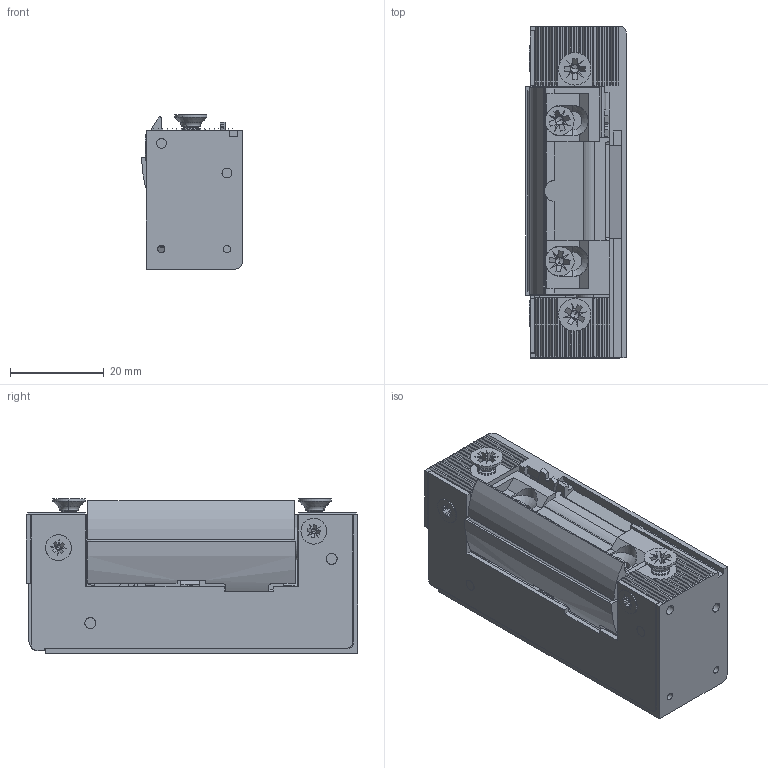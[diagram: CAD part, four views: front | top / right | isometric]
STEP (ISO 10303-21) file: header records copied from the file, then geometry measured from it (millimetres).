
FILE_DESCRIPTION (( 'STEP AP214' ), '1' );
FILE_NAME ('SE000228.STEP', '2021-07-30T14:19:04', ( '' ), ( '' ), 'SwSTEP 2.0', 'SolidWorks 2020', '' );
FILE_SCHEMA (( 'AUTOMOTIVE_DESIGN' ));
Length unit declared in the file: millimetre
Products named in the file (19): 00116000; 00336500; 00115000; 336501; DIN 7500 M - M4 x 8 ROUREG_M4 x 8; DIN 7500 M - M3.5 x 8 - Z --- 8S_M3.5 x 8 ; 00222000; 00676531_NON DECOUPEE; 00860500; 00645531; ISO 7045 - M3 x 6 - Z --- 6S_ISO 7045 - M3 x 6 - Z --- 6S; 00654000; DIN 7500 M - M3 x 6 ROUREG_M3.5 x 8 ; 00226503; SE000228; 1; 00608581_SANS MARQUAGE; 00609511; 00221511
Assembly tree (22 placements, depth 2):
  SE000228
    00608581_SANS MARQUAGE
    336501
    00336500
    00609511
    00860500
    1
    00116000
    00221511
    00676531_NON DECOUPEE
    00654000
    00645531
    00115000
    00222000
    00226503
    DIN 7500 M - M3.5 x 8 - Z --- 8S_M3.5 x 8   x2
    ISO 7045 - M3 x 6 - Z --- 6S_ISO 7045 - M3 x 6 - Z --- 6S  x2
    DIN 7500 M - M3 x 6 ROUREG_M3.5 x 8   x2
    DIN 7500 M - M4 x 8 ROUREG_M4 x 8  x2
Bounding box: 21.5 x 70.8 x 32.9 mm (x, y, z)
Volume: 27575.1 mm3; surface area: 30389.1 mm2
Topology: 22 solids, 22 shells, 1792 faces, 4606 edges, 2956 vertices
Faces by surface type: plane 933, cylinder 453, cone 364, torus 20, bspline 18, sphere 4
Entity records: 45526 total; most frequent: CARTESIAN_POINT 9542, ORIENTED_EDGE 7370, DIRECTION 7233, EDGE_CURVE 3685, AXIS2_PLACEMENT_3D 2433, VERTEX_POINT 2391, VECTOR 2367, LINE 2367
